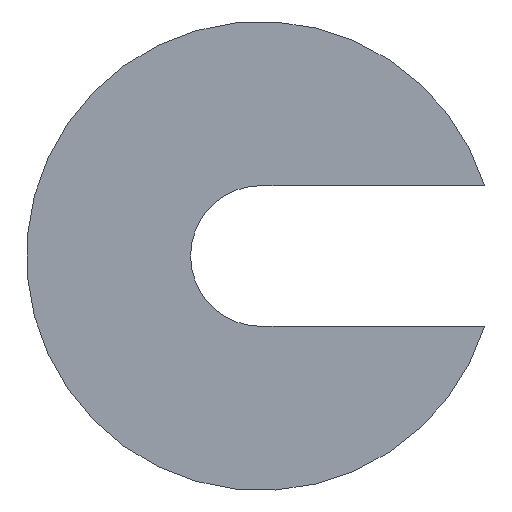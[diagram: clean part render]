
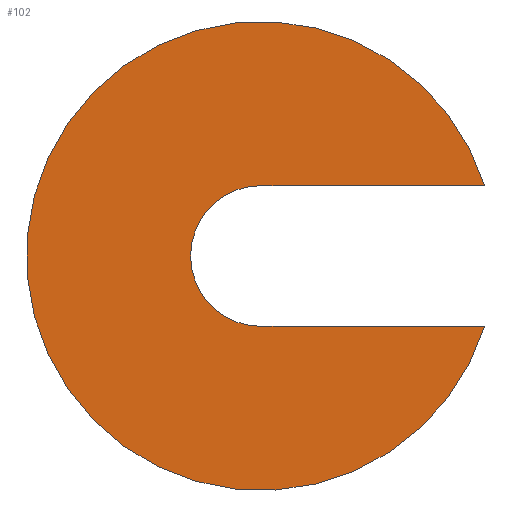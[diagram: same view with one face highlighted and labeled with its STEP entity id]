
A CAD part, front view. The second image highlights one B-rep face of the part: STEP entity #102.
In plain terms, the highlighted planar face has unit normal (0, -1, 0).
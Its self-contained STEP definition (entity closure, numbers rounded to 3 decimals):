
#18=PLANE('',#135);
#24=FACE_OUTER_BOUND('',#30,.T.);
#30=EDGE_LOOP('',(#91,#92,#93,#94));
#33=LINE('',#178,#41);
#37=LINE('',#189,#45);
#41=VECTOR('',#148,10.);
#45=VECTOR('',#160,10.);
#47=CIRCLE('',#127,25.);
#49=CIRCLE('',#131,7.5);
#51=VERTEX_POINT('',#168);
#52=VERTEX_POINT('',#169);
#55=VERTEX_POINT('',#177);
#57=VERTEX_POINT('',#183);
#59=EDGE_CURVE('',#51,#52,#47,.T.);
#63=EDGE_CURVE('',#55,#51,#33,.T.);
#66=EDGE_CURVE('',#57,#55,#49,.T.);
#69=EDGE_CURVE('',#52,#57,#37,.T.);
#91=ORIENTED_EDGE('',*,*,#69,.F.);
#92=ORIENTED_EDGE('',*,*,#59,.F.);
#93=ORIENTED_EDGE('',*,*,#63,.F.);
#94=ORIENTED_EDGE('',*,*,#66,.F.);
#102=ADVANCED_FACE('',(#24),#18,.F.);
#127=AXIS2_PLACEMENT_3D('',#170,#140,#141);
#131=AXIS2_PLACEMENT_3D('',#184,#153,#154);
#135=AXIS2_PLACEMENT_3D('',#192,#164,#165);
#140=DIRECTION('center_axis',(0.,1.,0.));
#141=DIRECTION('ref_axis',(0.954,0.,-0.3));
#148=DIRECTION('',(1.,0.,0.));
#153=DIRECTION('center_axis',(0.,-1.,0.));
#154=DIRECTION('ref_axis',(0.,0.,1.));
#160=DIRECTION('',(-1.,0.,0.));
#164=DIRECTION('center_axis',(0.,1.,0.));
#165=DIRECTION('ref_axis',(0.,0.,1.));
#168=CARTESIAN_POINT('',(23.848,0.,-7.5));
#169=CARTESIAN_POINT('',(23.848,0.,7.5));
#170=CARTESIAN_POINT('Origin',(0.,0.,0.));
#177=CARTESIAN_POINT('',(0.,0.,-7.5));
#178=CARTESIAN_POINT('',(0.,0.,-7.5));
#183=CARTESIAN_POINT('',(0.,0.,7.5));
#184=CARTESIAN_POINT('Origin',(0.,0.,0.));
#189=CARTESIAN_POINT('',(23.848,0.,7.5));
#192=CARTESIAN_POINT('Origin',(-0.576,0.,0.));
